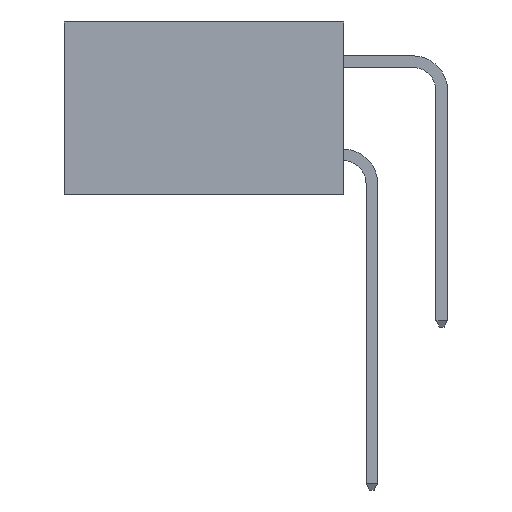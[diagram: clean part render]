
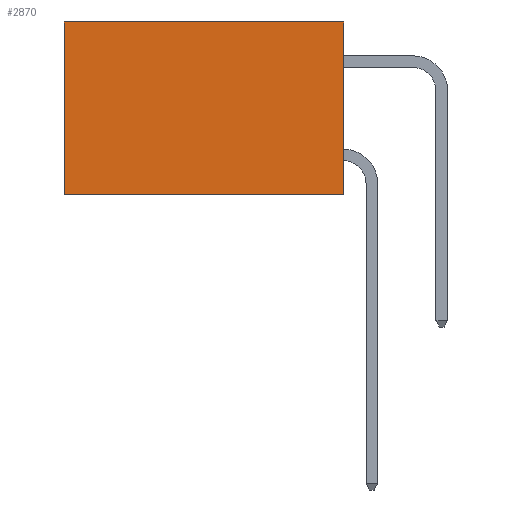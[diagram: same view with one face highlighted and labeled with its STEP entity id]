
A CAD part, left-side view. The second image highlights one B-rep face of the part: STEP entity #2870.
In plain terms, the highlighted planar face has unit normal (-1, 0, 0).
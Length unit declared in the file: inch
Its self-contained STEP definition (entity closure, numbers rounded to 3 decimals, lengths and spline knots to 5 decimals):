
#248 = LINE ( 'NONE', #1278, #10202 ) ;
#947 = VECTOR ( 'NONE', #7102, 39.37008 ) ;
#1278 = CARTESIAN_POINT ( 'NONE',  ( 0.2615, 0., 0. ) ) ;
#1459 = DIRECTION ( 'NONE',  ( 1., 0., 0. ) ) ;
#1690 = CARTESIAN_POINT ( 'NONE',  ( 0.2615, 0.6, -0.37 ) ) ;
#1950 = CARTESIAN_POINT ( 'NONE',  ( 0.2615, 0.6, 0. ) ) ;
#2485 = CARTESIAN_POINT ( 'NONE',  ( 0.2615, 0., -0.37 ) ) ;
#2526 = VERTEX_POINT ( 'NONE', #1950 ) ;
#2542 = EDGE_CURVE ( 'NONE', #9614, #3479, #16692, .T. ) ;
#2870 = ADVANCED_FACE ( 'NONE', ( #19758 ), #18090, .F. ) ;
#3302 = DIRECTION ( 'NONE',  ( 0., 1., 0. ) ) ;
#3479 = VERTEX_POINT ( 'NONE', #1690 ) ;
#4499 = CARTESIAN_POINT ( 'NONE',  ( 0.2615, 0., -0.37 ) ) ;
#4540 = EDGE_CURVE ( 'NONE', #2526, #3479, #12895, .T. ) ;
#5294 = ORIENTED_EDGE ( 'NONE', *, *, #11741, .T. ) ;
#5952 = DIRECTION ( 'NONE',  ( 0., 0., -1. ) ) ;
#7102 = DIRECTION ( 'NONE',  ( 0., 1., 0. ) ) ;
#7573 = DIRECTION ( 'NONE',  ( 0., 0., -1. ) ) ;
#7697 = EDGE_LOOP ( 'NONE', ( #9444, #17285, #13077, #5294 ) ) ;
#7710 = VECTOR ( 'NONE', #7573, 39.37008 ) ;
#9198 = VERTEX_POINT ( 'NONE', #19026 ) ;
#9444 = ORIENTED_EDGE ( 'NONE', *, *, #4540, .T. ) ;
#9614 = VERTEX_POINT ( 'NONE', #2485 ) ;
#9953 = CARTESIAN_POINT ( 'NONE',  ( 0.2615, 0., -0.37 ) ) ;
#10202 = VECTOR ( 'NONE', #3302, 39.37008 ) ;
#11741 = EDGE_CURVE ( 'NONE', #9198, #2526, #248, .T. ) ;
#12895 = LINE ( 'NONE', #15378, #7710 ) ;
#13077 = ORIENTED_EDGE ( 'NONE', *, *, #16529, .F. ) ;
#13272 = AXIS2_PLACEMENT_3D ( 'NONE', #4499, #1459, #18428 ) ;
#15378 = CARTESIAN_POINT ( 'NONE',  ( 0.2615, 0.6, -0.37 ) ) ;
#15706 = CARTESIAN_POINT ( 'NONE',  ( 0.2615, 0., -0.37 ) ) ;
#16529 = EDGE_CURVE ( 'NONE', #9198, #9614, #19464, .T. ) ;
#16692 = LINE ( 'NONE', #9953, #947 ) ;
#17285 = ORIENTED_EDGE ( 'NONE', *, *, #2542, .F. ) ;
#18090 = PLANE ( 'NONE',  #13272 ) ;
#18428 = DIRECTION ( 'NONE',  ( 0., 0., -1. ) ) ;
#19026 = CARTESIAN_POINT ( 'NONE',  ( 0.2615, 0., 0. ) ) ;
#19464 = LINE ( 'NONE', #15706, #20082 ) ;
#19758 = FACE_OUTER_BOUND ( 'NONE', #7697, .T. ) ;
#20082 = VECTOR ( 'NONE', #5952, 39.37008 ) ;
